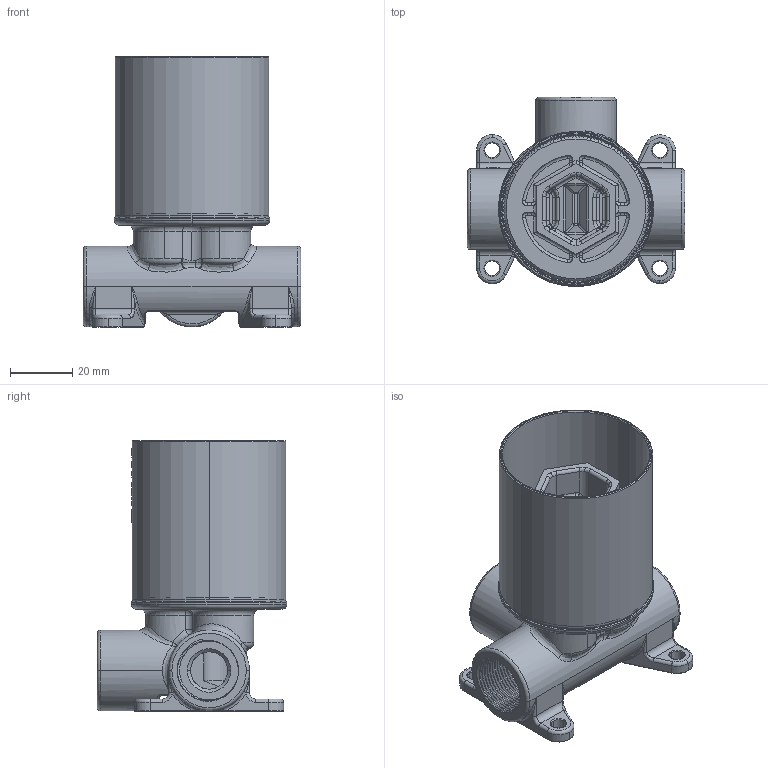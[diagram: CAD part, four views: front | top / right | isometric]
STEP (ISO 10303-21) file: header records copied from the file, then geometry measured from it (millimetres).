
FILE_DESCRIPTION (( 'STEP AP203' ), '1' );
FILE_NAME ('250-2806-1 SwitchMix Shower Wall Mixer Rough In Kit.STEP', '2024-11-07T04:51:30', ( '' ), ( '' ), 'SwSTEP 2.0', 'SolidWorks 2021', '' );
FILE_SCHEMA (( 'CONFIG_CONTROL_DESIGN' ));
Length unit declared in the file: millimetre
Products named in the file (1): 250-2806-1 SwitchMix Shower Wall Mixer Rough In Kit
Bounding box: 70 x 61 x 87.25 mm (x, y, z)
Volume: 80394.3 mm3; surface area: 61689.3 mm2
Topology: 13 solids, 13 shells, 1673 faces, 4552 edges, 2965 vertices
Faces by surface type: plane 636, cylinder 497, bspline 267, torus 179, sphere 51, cone 43
Entity records: 68851 total; most frequent: CARTESIAN_POINT 29501, ORIENTED_EDGE 9030, DIRECTION 7299, EDGE_CURVE 4515, VERTEX_POINT 2961, AXIS2_PLACEMENT_3D 2812, EDGE_LOOP 1798, VECTOR 1675
